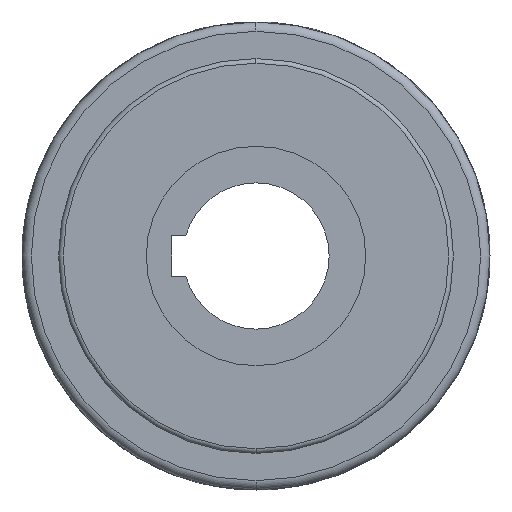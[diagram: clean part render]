
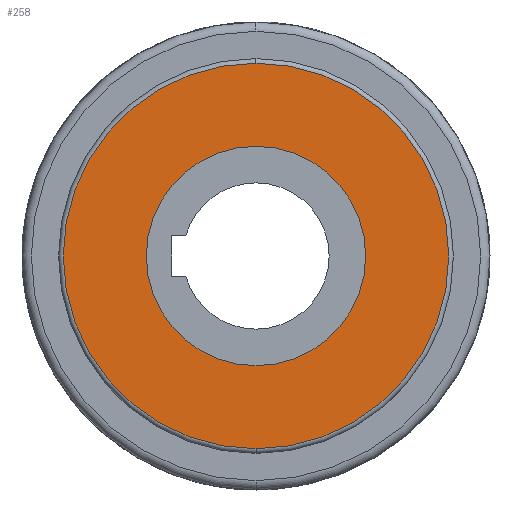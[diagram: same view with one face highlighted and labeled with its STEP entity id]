
A CAD part, left-side view. The second image highlights one B-rep face of the part: STEP entity #258.
In plain terms, the highlighted planar face has unit normal (-1, 0, 0).
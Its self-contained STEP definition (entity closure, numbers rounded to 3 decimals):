
#258=ADVANCED_FACE('',(#720,#721),#722,.T.);
#720=FACE_BOUND('',#1188,.T.);
#721=FACE_OUTER_BOUND('',#1189,.T.);
#722=PLANE('',#1190);
#1188=EDGE_LOOP('',(#2935,#2936));
#1189=EDGE_LOOP('',(#2937,#2938,#2939));
#1190=AXIS2_PLACEMENT_3D('',#2940,#2941,#2942);
#2935=ORIENTED_EDGE('',*,*,#3516,.T.);
#2936=ORIENTED_EDGE('',*,*,#3032,.T.);
#2937=ORIENTED_EDGE('',*,*,#2988,.F.);
#2938=ORIENTED_EDGE('',*,*,#2987,.F.);
#2939=ORIENTED_EDGE('',*,*,#3533,.F.);
#2940=CARTESIAN_POINT('',(0.0,32.95,0.0));
#2941=DIRECTION('',(-1.0,-0.0,0.0));
#2942=DIRECTION('',(0.0,-1.0,-0.0));
#2987=EDGE_CURVE('',#3559,#3562,#3563,.T.);
#2988=EDGE_CURVE('',#3562,#3564,#3565,.T.);
#3032=EDGE_CURVE('',#3644,#3648,#3650,.T.);
#3516=EDGE_CURVE('',#3648,#3644,#4453,.T.);
#3533=EDGE_CURVE('',#3564,#3559,#4474,.T.);
#3559=VERTEX_POINT('',#4502);
#3562=VERTEX_POINT('',#4505);
#3563=CIRCLE('',#4506,65.9);
#3564=VERTEX_POINT('',#4507);
#3565=CIRCLE('',#4508,65.9);
#3644=VERTEX_POINT('',#4802);
#3648=VERTEX_POINT('',#4807);
#3650=CIRCLE('',#4810,37.5);
#4453=CIRCLE('',#6541,37.5);
#4474=CIRCLE('',#6575,65.9);
#4502=CARTESIAN_POINT('',(0.0,0.,-65.9));
#4505=CARTESIAN_POINT('',(0.0,65.9,0.0));
#4506=AXIS2_PLACEMENT_3D('',#6611,#6612,#6613);
#4507=CARTESIAN_POINT('',(0.0,0.,65.9));
#4508=AXIS2_PLACEMENT_3D('',#6614,#6615,#6616);
#4802=CARTESIAN_POINT('',(0.0,0.,-37.5));
#4807=CARTESIAN_POINT('',(0.0,0.,37.5));
#4810=AXIS2_PLACEMENT_3D('',#6698,#6699,#6700);
#6541=AXIS2_PLACEMENT_3D('',#7567,#7568,#7569);
#6575=AXIS2_PLACEMENT_3D('',#7592,#7593,#7594);
#6611=CARTESIAN_POINT('',(0.0,0.0,0.0));
#6612=DIRECTION('',(1.0,0.0,0.0));
#6613=DIRECTION('',(0.0,1.0,0.0));
#6614=CARTESIAN_POINT('',(0.0,0.0,0.0));
#6615=DIRECTION('',(1.0,0.0,0.0));
#6616=DIRECTION('',(0.0,1.0,0.0));
#6698=CARTESIAN_POINT('',(0.0,0.0,0.0));
#6699=DIRECTION('',(1.0,-0.0,0.0));
#6700=DIRECTION('',(0.0,0.0,-1.0));
#7567=CARTESIAN_POINT('',(0.0,0.0,0.0));
#7568=DIRECTION('',(1.0,-0.0,0.0));
#7569=DIRECTION('',(0.0,0.0,-1.0));
#7592=CARTESIAN_POINT('',(0.0,0.0,0.0));
#7593=DIRECTION('',(1.0,0.0,0.0));
#7594=DIRECTION('',(0.0,1.0,0.0));
